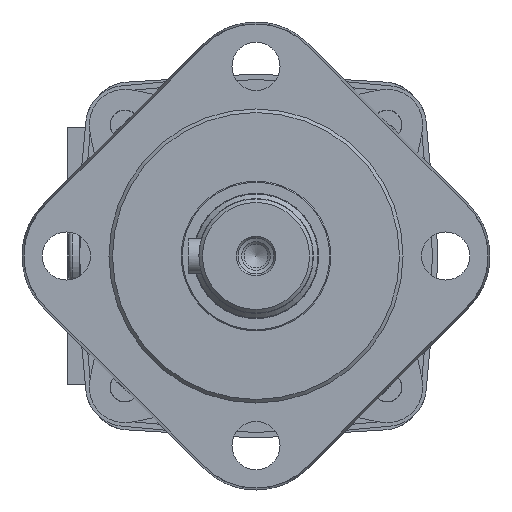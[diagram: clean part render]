
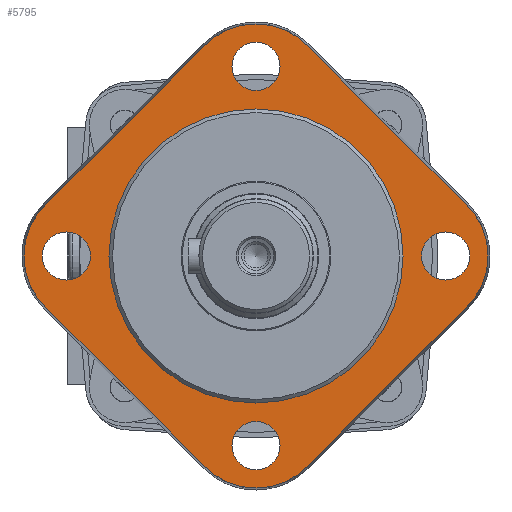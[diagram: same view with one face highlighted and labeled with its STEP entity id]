
A CAD part, left-side view. The second image highlights one B-rep face of the part: STEP entity #5795.
In plain terms, the highlighted planar face has unit normal (-1, 0, 0).
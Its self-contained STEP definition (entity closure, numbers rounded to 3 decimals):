
#303=PLANE('',#6622);
#385=FACE_BOUND('',#1084,.T.);
#386=FACE_BOUND('',#1085,.T.);
#387=FACE_BOUND('',#1086,.T.);
#388=FACE_BOUND('',#1087,.T.);
#389=FACE_BOUND('',#1088,.T.);
#705=FACE_OUTER_BOUND('',#1083,.T.);
#1083=EDGE_LOOP('',(#5044,#5045,#5046,#5047,#5048,#5049,#5050,#5051));
#1084=EDGE_LOOP('',(#5052));
#1085=EDGE_LOOP('',(#5053));
#1086=EDGE_LOOP('',(#5054));
#1087=EDGE_LOOP('',(#5055));
#1088=EDGE_LOOP('',(#5056));
#1510=LINE('',#10527,#1921);
#1511=LINE('',#10531,#1922);
#1512=LINE('',#10535,#1923);
#1513=LINE('',#10539,#1924);
#1921=VECTOR('',#8211,1000.);
#1922=VECTOR('',#8214,1000.);
#1923=VECTOR('',#8217,1000.);
#1924=VECTOR('',#8220,1000.);
#2258=CIRCLE('',#6623,20.11);
#2259=CIRCLE('',#6624,20.11);
#2260=CIRCLE('',#6625,20.11);
#2261=CIRCLE('',#6626,20.11);
#2262=CIRCLE('',#6627,6.75);
#2263=CIRCLE('',#6628,41.25);
#2264=CIRCLE('',#6629,6.75);
#2265=CIRCLE('',#6630,6.75);
#2266=CIRCLE('',#6631,6.75);
#2792=VERTEX_POINT('',#10525);
#2793=VERTEX_POINT('',#10526);
#2794=VERTEX_POINT('',#10528);
#2795=VERTEX_POINT('',#10530);
#2796=VERTEX_POINT('',#10532);
#2797=VERTEX_POINT('',#10534);
#2798=VERTEX_POINT('',#10536);
#2799=VERTEX_POINT('',#10538);
#2800=VERTEX_POINT('',#10541);
#2801=VERTEX_POINT('',#10543);
#2802=VERTEX_POINT('',#10545);
#2803=VERTEX_POINT('',#10547);
#2804=VERTEX_POINT('',#10549);
#3567=EDGE_CURVE('',#2792,#2793,#1510,.T.);
#3568=EDGE_CURVE('',#2794,#2792,#2258,.T.);
#3569=EDGE_CURVE('',#2795,#2794,#1511,.T.);
#3570=EDGE_CURVE('',#2796,#2795,#2259,.T.);
#3571=EDGE_CURVE('',#2796,#2797,#1512,.T.);
#3572=EDGE_CURVE('',#2798,#2797,#2260,.T.);
#3573=EDGE_CURVE('',#2798,#2799,#1513,.T.);
#3574=EDGE_CURVE('',#2793,#2799,#2261,.T.);
#3575=EDGE_CURVE('',#2800,#2800,#2262,.F.);
#3576=EDGE_CURVE('',#2801,#2801,#2263,.F.);
#3577=EDGE_CURVE('',#2802,#2802,#2264,.T.);
#3578=EDGE_CURVE('',#2803,#2803,#2265,.T.);
#3579=EDGE_CURVE('',#2804,#2804,#2266,.T.);
#5044=ORIENTED_EDGE('',*,*,#3567,.F.);
#5045=ORIENTED_EDGE('',*,*,#3568,.F.);
#5046=ORIENTED_EDGE('',*,*,#3569,.F.);
#5047=ORIENTED_EDGE('',*,*,#3570,.F.);
#5048=ORIENTED_EDGE('',*,*,#3571,.T.);
#5049=ORIENTED_EDGE('',*,*,#3572,.F.);
#5050=ORIENTED_EDGE('',*,*,#3573,.T.);
#5051=ORIENTED_EDGE('',*,*,#3574,.F.);
#5052=ORIENTED_EDGE('',*,*,#3575,.F.);
#5053=ORIENTED_EDGE('',*,*,#3576,.F.);
#5054=ORIENTED_EDGE('',*,*,#3577,.T.);
#5055=ORIENTED_EDGE('',*,*,#3578,.T.);
#5056=ORIENTED_EDGE('',*,*,#3579,.T.);
#5795=ADVANCED_FACE('',(#705,#385,#386,#387,#388,#389),#303,.F.);
#6622=AXIS2_PLACEMENT_3D('',#10524,#8209,#8210);
#6623=AXIS2_PLACEMENT_3D('',#10529,#8212,#8213);
#6624=AXIS2_PLACEMENT_3D('',#10533,#8215,#8216);
#6625=AXIS2_PLACEMENT_3D('',#10537,#8218,#8219);
#6626=AXIS2_PLACEMENT_3D('',#10540,#8221,#8222);
#6627=AXIS2_PLACEMENT_3D('',#10542,#8223,#8224);
#6628=AXIS2_PLACEMENT_3D('',#10544,#8225,#8226);
#6629=AXIS2_PLACEMENT_3D('',#10546,#8227,#8228);
#6630=AXIS2_PLACEMENT_3D('',#10548,#8229,#8230);
#6631=AXIS2_PLACEMENT_3D('',#10550,#8231,#8232);
#8209=DIRECTION('center_axis',(1.,0.,0.));
#8210=DIRECTION('ref_axis',(0.,0.,-1.));
#8211=DIRECTION('',(0.,0.707,0.707));
#8212=DIRECTION('center_axis',(1.,0.,0.));
#8213=DIRECTION('ref_axis',(0.,0.,-1.));
#8214=DIRECTION('',(0.,0.707,-0.707));
#8215=DIRECTION('center_axis',(1.,0.,0.));
#8216=DIRECTION('ref_axis',(0.,0.,-1.));
#8217=DIRECTION('',(0.,0.707,0.707));
#8218=DIRECTION('center_axis',(1.,0.,0.));
#8219=DIRECTION('ref_axis',(0.,0.,-1.));
#8220=DIRECTION('',(0.,0.707,-0.707));
#8221=DIRECTION('center_axis',(1.,0.,0.));
#8222=DIRECTION('ref_axis',(0.,0.,-1.));
#8223=DIRECTION('center_axis',(1.,0.,0.));
#8224=DIRECTION('ref_axis',(0.,0.,-1.));
#8225=DIRECTION('center_axis',(1.,0.,0.));
#8226=DIRECTION('ref_axis',(0.,0.,-1.));
#8227=DIRECTION('center_axis',(1.,0.,0.));
#8228=DIRECTION('ref_axis',(0.,0.,-1.));
#8229=DIRECTION('center_axis',(1.,0.,0.));
#8230=DIRECTION('ref_axis',(0.,0.,-1.));
#8231=DIRECTION('center_axis',(1.,0.,0.));
#8232=DIRECTION('ref_axis',(0.,0.,-1.));
#10524=CARTESIAN_POINT('Origin',(0.,14.22,
59.22));
#10525=CARTESIAN_POINT('',(0.,14.22,-59.22));
#10526=CARTESIAN_POINT('',(0.,59.22,-14.22));
#10527=CARTESIAN_POINT('',(0.,14.22,-59.22));
#10528=CARTESIAN_POINT('',(0.,-14.22,-59.22));
#10529=CARTESIAN_POINT('Origin',(0.,0.,-45.));
#10530=CARTESIAN_POINT('',(0.,-59.22,-14.22));
#10531=CARTESIAN_POINT('',(0.,-59.22,-14.22));
#10532=CARTESIAN_POINT('',(0.,-59.22,14.22));
#10533=CARTESIAN_POINT('Origin',(0.,-45.,0.));
#10534=CARTESIAN_POINT('',(0.,-14.22,59.22));
#10535=CARTESIAN_POINT('',(0.,-59.22,14.22));
#10536=CARTESIAN_POINT('',(0.,14.22,59.22));
#10537=CARTESIAN_POINT('Origin',(0.,0.,45.));
#10538=CARTESIAN_POINT('',(0.,59.22,14.22));
#10539=CARTESIAN_POINT('',(0.,14.22,59.22));
#10540=CARTESIAN_POINT('Origin',(0.,45.,0.));
#10541=CARTESIAN_POINT('',(0.,53.2,6.75));
#10542=CARTESIAN_POINT('Origin',(0.,53.2,0.));
#10543=CARTESIAN_POINT('',(0.,0.,41.25));
#10544=CARTESIAN_POINT('Origin',(0.,0.,0.));
#10545=CARTESIAN_POINT('',(0.,0.,
59.95));
#10546=CARTESIAN_POINT('Origin',(0.,0.,53.2));
#10547=CARTESIAN_POINT('',(0.,-53.2,6.75));
#10548=CARTESIAN_POINT('Origin',(0.,-53.2,0.));
#10549=CARTESIAN_POINT('',(0.,0.,
-46.45));
#10550=CARTESIAN_POINT('Origin',(0.,0.,-53.2));
